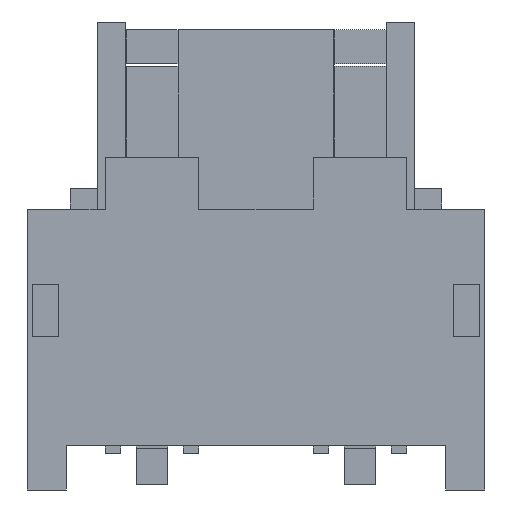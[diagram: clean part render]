
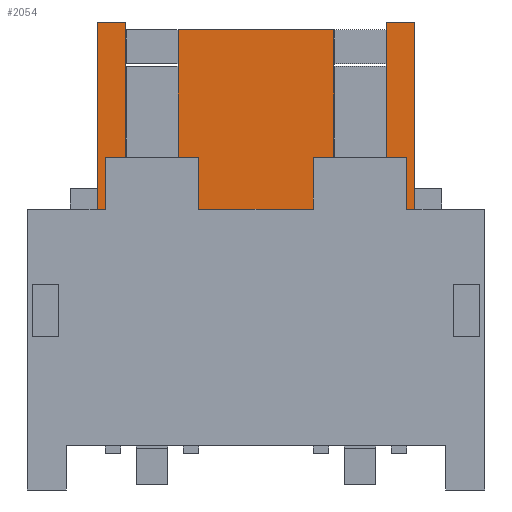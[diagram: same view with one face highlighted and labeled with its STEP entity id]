
A CAD part, front view. The second image highlights one B-rep face of the part: STEP entity #2054.
In plain terms, the highlighted planar face has unit normal (0, -1, 0).
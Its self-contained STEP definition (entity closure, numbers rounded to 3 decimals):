
#126 = DIRECTION ( 'NONE',  ( 0., 0., -1. ) ) ;
#127 = DIRECTION ( 'NONE',  ( 0., 1., 0. ) ) ;
#128 = CARTESIAN_POINT ( 'NONE',  ( 3.05, 0.7, 4.5 ) ) ;
#129 = AXIS2_PLACEMENT_3D ( 'NONE', #128, #127, #126 ) ;
#130 = PLANE ( 'NONE',  #129 ) ;
#131 = FACE_OUTER_BOUND ( 'NONE', #2055, .T. ) ;
#226 = DIRECTION ( 'NONE',  ( 1., 0., 0. ) ) ;
#227 = VECTOR ( 'NONE', #226, 1000. ) ;
#228 = CARTESIAN_POINT ( 'NONE',  ( 0., 0.7, 0.9 ) ) ;
#229 = LINE ( 'NONE', #228, #227 ) ;
#779 = CARTESIAN_POINT ( 'NONE',  ( -2.5, 0.7, 4.5 ) ) ;
#780 = DIRECTION ( 'NONE',  ( 1., 0., 0. ) ) ;
#781 = VECTOR ( 'NONE', #780, 1000. ) ;
#782 = CARTESIAN_POINT ( 'NONE',  ( -2.775, 0.7, 4.5 ) ) ;
#783 = LINE ( 'NONE', #782, #781 ) ;
#784 = CARTESIAN_POINT ( 'NONE',  ( -3.05, 0.7, 4.5 ) ) ;
#924 = DIRECTION ( 'NONE',  ( 1., 0., 0. ) ) ;
#925 = VECTOR ( 'NONE', #924, 1000. ) ;
#926 = CARTESIAN_POINT ( 'NONE',  ( 2.775, 0.7, 4.5 ) ) ;
#927 = LINE ( 'NONE', #926, #925 ) ;
#968 = CARTESIAN_POINT ( 'NONE',  ( 2.5, 0.7, 4.5 ) ) ;
#973 = CARTESIAN_POINT ( 'NONE',  ( 3.05, 0.7, 4.5 ) ) ;
#1444 = LINE ( 'NONE', #1509, #1508 ) ;
#1455 = CARTESIAN_POINT ( 'NONE',  ( -2.5, 0.7, 1.9 ) ) ;
#1456 = DIRECTION ( 'NONE',  ( 0., 0., -1. ) ) ;
#1457 = VECTOR ( 'NONE', #1456, 1000. ) ;
#1458 = CARTESIAN_POINT ( 'NONE',  ( -2.5, 0.7, 2.7 ) ) ;
#1459 = LINE ( 'NONE', #1458, #1457 ) ;
#1477 = CARTESIAN_POINT ( 'NONE',  ( 3.05, 0.7, 0.9 ) ) ;
#1478 = DIRECTION ( 'NONE',  ( 0., 0., -1. ) ) ;
#1479 = VECTOR ( 'NONE', #1478, 1000. ) ;
#1480 = CARTESIAN_POINT ( 'NONE',  ( 3.05, 0.7, 2.7 ) ) ;
#1481 = LINE ( 'NONE', #1480, #1479 ) ;
#1506 = CARTESIAN_POINT ( 'NONE',  ( -1.5, 0.7, 1.9 ) ) ;
#1507 = DIRECTION ( 'NONE',  ( 1., 0., 0. ) ) ;
#1508 = VECTOR ( 'NONE', #1507, 1000. ) ;
#1509 = CARTESIAN_POINT ( 'NONE',  ( 0., 0.7, 1.9 ) ) ;
#1528 = CARTESIAN_POINT ( 'NONE',  ( -3.05, 0.7, 0.9 ) ) ;
#1529 = DIRECTION ( 'NONE',  ( 0., 0., 1. ) ) ;
#1530 = VECTOR ( 'NONE', #1529, 1000. ) ;
#1531 = CARTESIAN_POINT ( 'NONE',  ( -3.05, 0.7, 2.7 ) ) ;
#1532 = LINE ( 'NONE', #1531, #1530 ) ;
#1668 = EDGE_CURVE ( 'NONE', #1695, #1669, #2957, .T. ) ;
#1669 = VERTEX_POINT ( 'NONE', #3018 ) ;
#1694 = EDGE_CURVE ( 'NONE', #1718, #1695, #3003, .T. ) ;
#1695 = VERTEX_POINT ( 'NONE', #2999 ) ;
#1710 = EDGE_CURVE ( 'NONE', #2943, #1711, #2988, .T. ) ;
#1711 = VERTEX_POINT ( 'NONE', #3049 ) ;
#1717 = EDGE_CURVE ( 'NONE', #1711, #1718, #3038, .T. ) ;
#1718 = VERTEX_POINT ( 'NONE', #3034 ) ;
#1744 = EDGE_CURVE ( 'NONE', #1669, #2643, #3062, .T. ) ;
#2043 = ORIENTED_EDGE ( 'NONE', *, *, #2977, .F. ) ;
#2044 = ORIENTED_EDGE ( 'NONE', *, *, #2630, .F. ) ;
#2045 = ORIENTED_EDGE ( 'NONE', *, *, #1744, .F. ) ;
#2054 = ADVANCED_FACE ( 'NONE', ( #131 ), #130, .F. ) ;
#2055 = EDGE_LOOP ( 'NONE', ( #2056, #2057, #2058, #2059, #2060, #2061, #2062, #2122, #2123, #2043, #2044, #2045 ) ) ;
#2056 = ORIENTED_EDGE ( 'NONE', *, *, #1668, .F. ) ;
#2057 = ORIENTED_EDGE ( 'NONE', *, *, #1694, .F. ) ;
#2058 = ORIENTED_EDGE ( 'NONE', *, *, #1717, .F. ) ;
#2059 = ORIENTED_EDGE ( 'NONE', *, *, #1710, .F. ) ;
#2060 = ORIENTED_EDGE ( 'NONE', *, *, #2942, .F. ) ;
#2061 = ORIENTED_EDGE ( 'NONE', *, *, #2929, .F. ) ;
#2062 = ORIENTED_EDGE ( 'NONE', *, *, #2530, .F. ) ;
#2122 = ORIENTED_EDGE ( 'NONE', *, *, #2984, .F. ) ;
#2123 = ORIENTED_EDGE ( 'NONE', *, *, #2124, .T. ) ;
#2124 = EDGE_CURVE ( 'NONE', #2985, #2978, #229, .T. ) ;
#2528 = VERTEX_POINT ( 'NONE', #784 ) ;
#2530 = EDGE_CURVE ( 'NONE', #2528, #2531, #783, .T. ) ;
#2531 = VERTEX_POINT ( 'NONE', #779 ) ;
#2630 = EDGE_CURVE ( 'NONE', #2643, #2639, #927, .T. ) ;
#2639 = VERTEX_POINT ( 'NONE', #973 ) ;
#2643 = VERTEX_POINT ( 'NONE', #968 ) ;
#2929 = EDGE_CURVE ( 'NONE', #2531, #2930, #1459, .T. ) ;
#2930 = VERTEX_POINT ( 'NONE', #1455 ) ;
#2942 = EDGE_CURVE ( 'NONE', #2930, #2943, #1444, .T. ) ;
#2943 = VERTEX_POINT ( 'NONE', #1506 ) ;
#2956 = CARTESIAN_POINT ( 'NONE',  ( 0., 0.7, 1.9 ) ) ;
#2957 = LINE ( 'NONE', #2956, #3020 ) ;
#2977 = EDGE_CURVE ( 'NONE', #2639, #2978, #1481, .T. ) ;
#2978 = VERTEX_POINT ( 'NONE', #1477 ) ;
#2984 = EDGE_CURVE ( 'NONE', #2985, #2528, #1532, .T. ) ;
#2985 = VERTEX_POINT ( 'NONE', #1528 ) ;
#2988 = LINE ( 'NONE', #3052, #3051 ) ;
#2999 = CARTESIAN_POINT ( 'NONE',  ( 1.5, 0.7, 1.9 ) ) ;
#3000 = DIRECTION ( 'NONE',  ( 0., 0., -1. ) ) ;
#3001 = VECTOR ( 'NONE', #3000, 1000. ) ;
#3002 = CARTESIAN_POINT ( 'NONE',  ( 1.5, 0.7, 2.7 ) ) ;
#3003 = LINE ( 'NONE', #3002, #3001 ) ;
#3018 = CARTESIAN_POINT ( 'NONE',  ( 2.5, 0.7, 1.9 ) ) ;
#3019 = DIRECTION ( 'NONE',  ( 1., 0., 0. ) ) ;
#3020 = VECTOR ( 'NONE', #3019, 1000. ) ;
#3034 = CARTESIAN_POINT ( 'NONE',  ( 1.5, 0.7, 4.35 ) ) ;
#3035 = DIRECTION ( 'NONE',  ( 1., 0., 0. ) ) ;
#3036 = VECTOR ( 'NONE', #3035, 1000. ) ;
#3037 = CARTESIAN_POINT ( 'NONE',  ( 0., 0.7, 4.35 ) ) ;
#3038 = LINE ( 'NONE', #3037, #3036 ) ;
#3049 = CARTESIAN_POINT ( 'NONE',  ( -1.5, 0.7, 4.35 ) ) ;
#3050 = DIRECTION ( 'NONE',  ( 0., 0., 1. ) ) ;
#3051 = VECTOR ( 'NONE', #3050, 1000. ) ;
#3052 = CARTESIAN_POINT ( 'NONE',  ( -1.5, 0.7, 2.7 ) ) ;
#3059 = DIRECTION ( 'NONE',  ( 0., 0., 1. ) ) ;
#3060 = VECTOR ( 'NONE', #3059, 1000. ) ;
#3061 = CARTESIAN_POINT ( 'NONE',  ( 2.5, 0.7, 2.7 ) ) ;
#3062 = LINE ( 'NONE', #3061, #3060 ) ;
